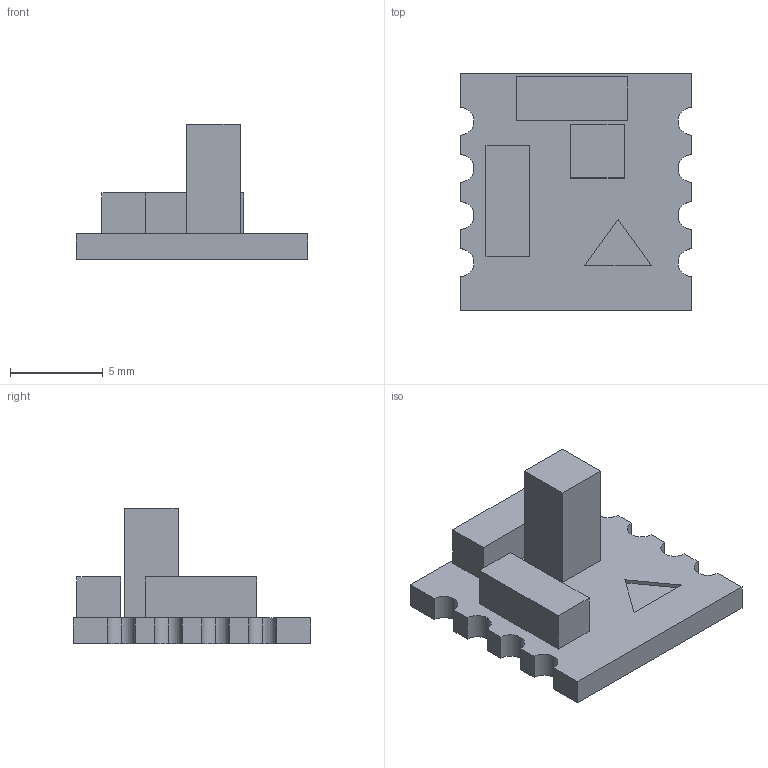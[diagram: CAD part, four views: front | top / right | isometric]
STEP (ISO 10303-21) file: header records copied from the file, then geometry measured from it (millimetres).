
FILE_DESCRIPTION (( 'STEP AP214' ), '1' );
FILE_NAME ('4_DmMc_RM3100compass_type6.STEP', '2022-11-28T03:35:45', ( '' ), ( '' ), 'SwSTEP 2.0', 'SolidWorks 2022', '' );
FILE_SCHEMA (( 'AUTOMOTIVE_DESIGN' ));
Length unit declared in the file: millimetre
Products named in the file (1): 4_DmMc_RM3100compass_type6
Bounding box: 12.5 x 12.8 x 7.3 mm (x, y, z)
Volume: 324.9 mm3; surface area: 530.2 mm2
Topology: 1 solids, 1 shells, 45 faces, 117 edges, 78 vertices
Faces by surface type: plane 33, cylinder 12
Entity records: 1409 total; most frequent: CARTESIAN_POINT 241, ORIENTED_EDGE 234, DIRECTION 233, EDGE_CURVE 117, VECTOR 93, LINE 93, VERTEX_POINT 78, AXIS2_PLACEMENT_3D 70
